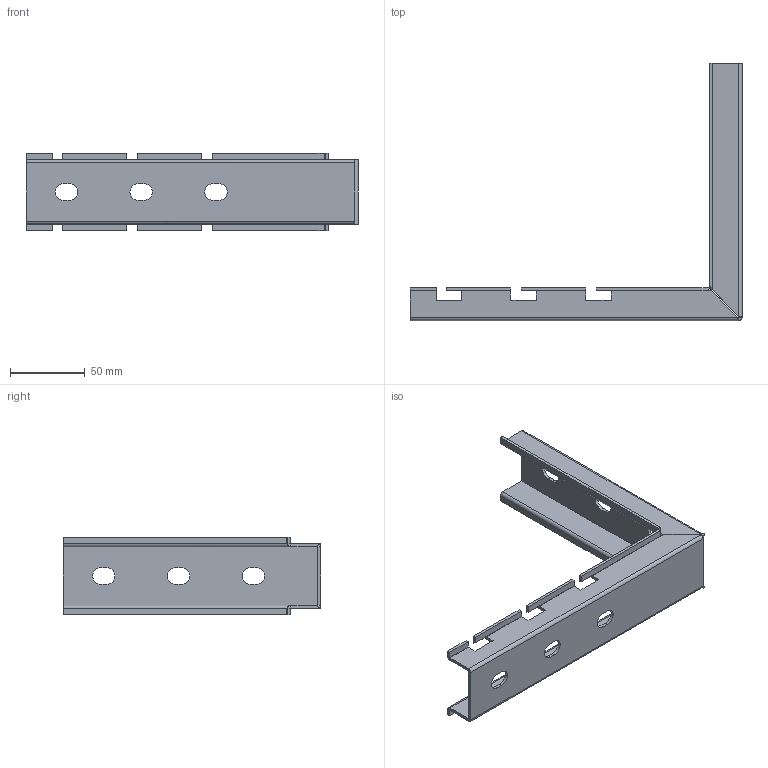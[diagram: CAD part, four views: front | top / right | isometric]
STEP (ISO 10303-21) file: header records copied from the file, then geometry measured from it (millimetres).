
FILE_DESCRIPTION (( 'STEP AP203' ), '1' );
FILE_NAME ('00406519.STEP', '2021-07-08T02:29:25', ( '' ), ( '' ), 'SwSTEP 2.0', 'SolidWorks 2020', '' );
FILE_SCHEMA (( 'CONFIG_CONTROL_DESIGN' ));
Length unit declared in the file: millimetre
Products named in the file (1): 00406519
Bounding box: 222 x 172 x 52 mm (x, y, z)
Volume: 64412.5 mm3; surface area: 67516.1 mm2
Topology: 1 solids, 1 shells, 196 faces, 462 edges, 268 vertices
Faces by surface type: plane 140, cylinder 48, bspline 8
Entity records: 5763 total; most frequent: CARTESIAN_POINT 1239, ORIENTED_EDGE 924, DIRECTION 900, EDGE_CURVE 462, VECTOR 338, LINE 338, AXIS2_PLACEMENT_3D 281, VERTEX_POINT 268
